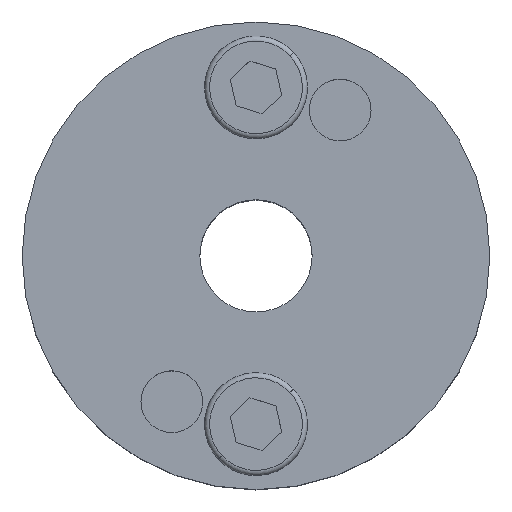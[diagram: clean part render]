
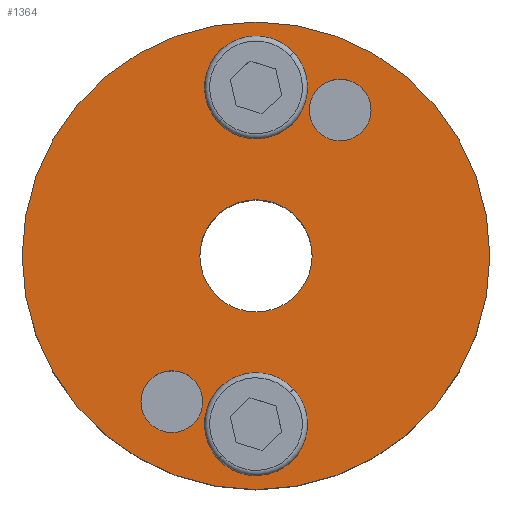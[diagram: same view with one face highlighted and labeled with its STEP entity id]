
A CAD part, top view. The second image highlights one B-rep face of the part: STEP entity #1364.
In plain terms, the highlighted planar face has unit normal (0, 0, 1).
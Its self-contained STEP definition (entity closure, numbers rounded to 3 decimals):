
#6 = ORIENTED_EDGE ( 'NONE', *, *, #395, .T. ) ;
#31 = EDGE_CURVE ( 'NONE', #1459, #770, #1775, .T. ) ;
#41 = EDGE_LOOP ( 'NONE', ( #1465, #53 ) ) ;
#53 = ORIENTED_EDGE ( 'NONE', *, *, #1156, .F. ) ;
#56 = EDGE_LOOP ( 'NONE', ( #1157, #842 ) ) ;
#67 = EDGE_CURVE ( 'NONE', #770, #1459, #313, .T. ) ;
#84 = EDGE_CURVE ( 'NONE', #1698, #1464, #485, .T. ) ;
#116 = VERTEX_POINT ( 'NONE', #715 ) ;
#146 = CIRCLE ( 'NONE', #147, 3. ) ;
#147 = AXIS2_PLACEMENT_3D ( 'NONE', #148, #149, #150 ) ;
#148 = CARTESIAN_POINT ( 'NONE',  ( 0., 0., 0. ) ) ;
#149 = DIRECTION ( 'NONE',  ( 0., 0., 1. ) ) ;
#150 = DIRECTION ( 'NONE',  ( 1., 0., 0. ) ) ;
#194 = CIRCLE ( 'NONE', #195, 1.65 ) ;
#195 = AXIS2_PLACEMENT_3D ( 'NONE', #197, #198, #199 ) ;
#196 = VERTEX_POINT ( 'NONE', #237 ) ;
#197 = CARTESIAN_POINT ( 'NONE',  ( -4.5, -7.794, 0. ) ) ;
#198 = DIRECTION ( 'NONE',  ( 0., 0., 1. ) ) ;
#199 = DIRECTION ( 'NONE',  ( 1., 0., 0. ) ) ;
#237 = CARTESIAN_POINT ( 'NONE',  ( -1.65, -9., 0. ) ) ;
#249 = VERTEX_POINT ( 'NONE', #293 ) ;
#283 = CIRCLE ( 'NONE', #284, 1.65 ) ;
#284 = AXIS2_PLACEMENT_3D ( 'NONE', #285, #286, #287 ) ;
#285 = CARTESIAN_POINT ( 'NONE',  ( -4.5, -7.794, 0. ) ) ;
#286 = DIRECTION ( 'NONE',  ( 0., 0., 1. ) ) ;
#287 = DIRECTION ( 'NONE',  ( 1., 0., 0. ) ) ;
#288 = CARTESIAN_POINT ( 'NONE',  ( -3., 0., 0. ) ) ;
#293 = CARTESIAN_POINT ( 'NONE',  ( 1.65, -9., 0. ) ) ;
#313 = CIRCLE ( 'NONE', #314, 1.65 ) ;
#314 = AXIS2_PLACEMENT_3D ( 'NONE', #315, #316, #317 ) ;
#315 = CARTESIAN_POINT ( 'NONE',  ( 0., 9., 0. ) ) ;
#316 = DIRECTION ( 'NONE',  ( 0., 0., 1. ) ) ;
#317 = DIRECTION ( 'NONE',  ( 1., 0., 0. ) ) ;
#395 = EDGE_CURVE ( 'NONE', #1464, #1698, #410, .T. ) ;
#410 = CIRCLE ( 'NONE', #411, 12.5 ) ;
#411 = AXIS2_PLACEMENT_3D ( 'NONE', #413, #414, #415 ) ;
#413 = CARTESIAN_POINT ( 'NONE',  ( 0., 0., 0. ) ) ;
#414 = DIRECTION ( 'NONE',  ( 0., 0., 1. ) ) ;
#415 = DIRECTION ( 'NONE',  ( 1., 0., 0. ) ) ;
#416 = CIRCLE ( 'NONE', #417, 1.65 ) ;
#417 = AXIS2_PLACEMENT_3D ( 'NONE', #418, #419, #420 ) ;
#418 = CARTESIAN_POINT ( 'NONE',  ( 0., -9., 0. ) ) ;
#419 = DIRECTION ( 'NONE',  ( 0., 0., 1. ) ) ;
#420 = DIRECTION ( 'NONE',  ( -1., 0., 0. ) ) ;
#429 = VERTEX_POINT ( 'NONE', #438 ) ;
#438 = CARTESIAN_POINT ( 'NONE',  ( 3., 0., 0. ) ) ;
#446 = ORIENTED_EDGE ( 'NONE', *, *, #1436, .F. ) ;
#485 = CIRCLE ( 'NONE', #486, 12.5 ) ;
#486 = AXIS2_PLACEMENT_3D ( 'NONE', #487, #488, #489 ) ;
#487 = CARTESIAN_POINT ( 'NONE',  ( 0., 0., 0. ) ) ;
#488 = DIRECTION ( 'NONE',  ( 0., 0., 1. ) ) ;
#489 = DIRECTION ( 'NONE',  ( 1., 0., 0. ) ) ;
#555 = FACE_BOUND ( 'NONE', #1502, .T. ) ;
#556 = FACE_BOUND ( 'NONE', #1316, .T. ) ;
#557 = FACE_BOUND ( 'NONE', #1454, .T. ) ;
#558 = FACE_BOUND ( 'NONE', #56, .T. ) ;
#559 = FACE_BOUND ( 'NONE', #41, .T. ) ;
#560 = FACE_OUTER_BOUND ( 'NONE', #1439, .T. ) ;
#561 = PLANE ( 'NONE',  #562 ) ;
#562 = AXIS2_PLACEMENT_3D ( 'NONE', #563, #564, #565 ) ;
#563 = CARTESIAN_POINT ( 'NONE',  ( 0., 12.5, 0. ) ) ;
#564 = DIRECTION ( 'NONE',  ( 0., 0., -1. ) ) ;
#565 = DIRECTION ( 'NONE',  ( -1., 0., 0. ) ) ;
#571 = EDGE_CURVE ( 'NONE', #429, #1437, #1585, .T. ) ;
#588 = VERTEX_POINT ( 'NONE', #1590 ) ;
#590 = VERTEX_POINT ( 'NONE', #1592 ) ;
#596 = CARTESIAN_POINT ( 'NONE',  ( 6.15, 7.794, 0. ) ) ;
#694 = ORIENTED_EDGE ( 'NONE', *, *, #1662, .F. ) ;
#715 = CARTESIAN_POINT ( 'NONE',  ( -6.15, -7.794, 0. ) ) ;
#770 = VERTEX_POINT ( 'NONE', #1648 ) ;
#790 = CIRCLE ( 'NONE', #791, 1.65 ) ;
#791 = AXIS2_PLACEMENT_3D ( 'NONE', #792, #793, #794 ) ;
#792 = CARTESIAN_POINT ( 'NONE',  ( 4.5, 7.794, 0. ) ) ;
#793 = DIRECTION ( 'NONE',  ( 0., 0., 1. ) ) ;
#794 = DIRECTION ( 'NONE',  ( 1., 0., 0. ) ) ;
#816 = CARTESIAN_POINT ( 'NONE',  ( 12.5, 0., 0. ) ) ;
#842 = ORIENTED_EDGE ( 'NONE', *, *, #31, .F. ) ;
#1064 = EDGE_CURVE ( 'NONE', #249, #196, #1808, .T. ) ;
#1156 = EDGE_CURVE ( 'NONE', #1437, #429, #146, .T. ) ;
#1157 = ORIENTED_EDGE ( 'NONE', *, *, #67, .F. ) ;
#1245 = ORIENTED_EDGE ( 'NONE', *, *, #1064, .F. ) ;
#1316 = EDGE_LOOP ( 'NONE', ( #694, #1429 ) ) ;
#1331 = EDGE_CURVE ( 'NONE', #196, #249, #416, .T. ) ;
#1343 = ORIENTED_EDGE ( 'NONE', *, *, #84, .T. ) ;
#1357 = ORIENTED_EDGE ( 'NONE', *, *, #1331, .F. ) ;
#1364 = ADVANCED_FACE ( 'NONE', ( #555, #556, #557, #558, #559, #560 ), #561, .F. ) ;
#1370 = VERTEX_POINT ( 'NONE', #596 ) ;
#1385 = ORIENTED_EDGE ( 'NONE', *, *, #1427, .F. ) ;
#1427 = EDGE_CURVE ( 'NONE', #588, #116, #194, .T. ) ;
#1429 = ORIENTED_EDGE ( 'NONE', *, *, #1463, .F. ) ;
#1436 = EDGE_CURVE ( 'NONE', #116, #588, #283, .T. ) ;
#1437 = VERTEX_POINT ( 'NONE', #288 ) ;
#1439 = EDGE_LOOP ( 'NONE', ( #1343, #6 ) ) ;
#1454 = EDGE_LOOP ( 'NONE', ( #1245, #1357 ) ) ;
#1459 = VERTEX_POINT ( 'NONE', #1584 ) ;
#1463 = EDGE_CURVE ( 'NONE', #590, #1370, #1601, .T. ) ;
#1464 = VERTEX_POINT ( 'NONE', #1606 ) ;
#1465 = ORIENTED_EDGE ( 'NONE', *, *, #571, .F. ) ;
#1502 = EDGE_LOOP ( 'NONE', ( #1385, #446 ) ) ;
#1584 = CARTESIAN_POINT ( 'NONE',  ( -1.65, 9., 0. ) ) ;
#1585 = CIRCLE ( 'NONE', #1586, 3. ) ;
#1586 = AXIS2_PLACEMENT_3D ( 'NONE', #1587, #1588, #1589 ) ;
#1587 = CARTESIAN_POINT ( 'NONE',  ( 0., 0., 0. ) ) ;
#1588 = DIRECTION ( 'NONE',  ( 0., 0., 1. ) ) ;
#1589 = DIRECTION ( 'NONE',  ( 1., 0., 0. ) ) ;
#1590 = CARTESIAN_POINT ( 'NONE',  ( -2.85, -7.794, 0. ) ) ;
#1592 = CARTESIAN_POINT ( 'NONE',  ( 2.85, 7.794, 0. ) ) ;
#1601 = CIRCLE ( 'NONE', #1602, 1.65 ) ;
#1602 = AXIS2_PLACEMENT_3D ( 'NONE', #1603, #1604, #1605 ) ;
#1603 = CARTESIAN_POINT ( 'NONE',  ( 4.5, 7.794, 0. ) ) ;
#1604 = DIRECTION ( 'NONE',  ( 0., 0., 1. ) ) ;
#1605 = DIRECTION ( 'NONE',  ( 1., 0., 0. ) ) ;
#1606 = CARTESIAN_POINT ( 'NONE',  ( -12.5, 0., 0. ) ) ;
#1648 = CARTESIAN_POINT ( 'NONE',  ( 1.65, 9., 0. ) ) ;
#1662 = EDGE_CURVE ( 'NONE', #1370, #590, #790, .T. ) ;
#1698 = VERTEX_POINT ( 'NONE', #816 ) ;
#1775 = CIRCLE ( 'NONE', #1776, 1.65 ) ;
#1776 = AXIS2_PLACEMENT_3D ( 'NONE', #1777, #1778, #1779 ) ;
#1777 = CARTESIAN_POINT ( 'NONE',  ( 0., 9., 0. ) ) ;
#1778 = DIRECTION ( 'NONE',  ( 0., 0., 1. ) ) ;
#1779 = DIRECTION ( 'NONE',  ( 1., 0., 0. ) ) ;
#1808 = CIRCLE ( 'NONE', #1809, 1.65 ) ;
#1809 = AXIS2_PLACEMENT_3D ( 'NONE', #1810, #1811, #1812 ) ;
#1810 = CARTESIAN_POINT ( 'NONE',  ( 0., -9., 0. ) ) ;
#1811 = DIRECTION ( 'NONE',  ( 0., 0., 1. ) ) ;
#1812 = DIRECTION ( 'NONE',  ( -1., 0., 0. ) ) ;
